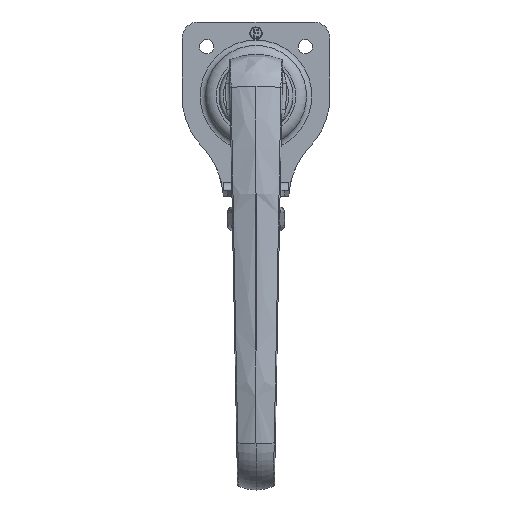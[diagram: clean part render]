
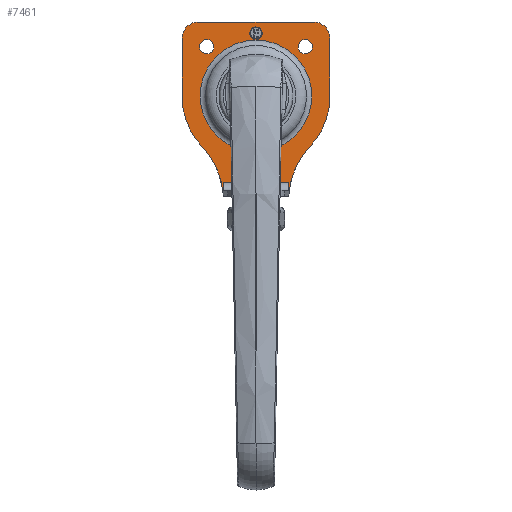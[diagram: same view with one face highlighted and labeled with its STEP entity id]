
A CAD part, top view. The second image highlights one B-rep face of the part: STEP entity #7461.
In plain terms, the highlighted planar face has unit normal (0, 0, 1).
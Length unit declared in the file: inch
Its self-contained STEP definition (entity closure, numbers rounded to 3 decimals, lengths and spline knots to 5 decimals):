
#6307=CARTESIAN_POINT('',(0.1095,-1.125,-0.171));
#6308=VERTEX_POINT('',#6307);
#6309=CARTESIAN_POINT('',(0.,-1.125,-0.171));
#6310=DIRECTION('',(0.0,0.0,-1.0));
#6311=DIRECTION('',(-1.0,0.0,0.0));
#6312=AXIS2_PLACEMENT_3D('',#6309,#6310,#6311);
#6313=CIRCLE('',#6312,0.1095);
#6314=EDGE_CURVE('',#6308,#6308,#6313,.T.);
#6335=CARTESIAN_POINT('',(0.8595,0.75,-0.171));
#6336=VERTEX_POINT('',#6335);
#6337=CARTESIAN_POINT('',(0.75,0.75,-0.171));
#6338=DIRECTION('',(0.0,0.0,-1.0));
#6339=DIRECTION('',(-1.0,0.0,0.0));
#6340=AXIS2_PLACEMENT_3D('',#6337,#6338,#6339);
#6341=CIRCLE('',#6340,0.1095);
#6342=EDGE_CURVE('',#6336,#6336,#6341,.T.);
#6363=CARTESIAN_POINT('',(-0.6405,0.75,-0.171));
#6364=VERTEX_POINT('',#6363);
#6365=CARTESIAN_POINT('',(-0.75,0.75,-0.171));
#6366=DIRECTION('',(0.0,0.0,-1.0));
#6367=DIRECTION('',(-1.0,0.0,0.0));
#6368=AXIS2_PLACEMENT_3D('',#6365,#6366,#6367);
#6369=CIRCLE('',#6368,0.1095);
#6370=EDGE_CURVE('',#6364,#6364,#6369,.T.);
#6408=CARTESIAN_POINT('',(0.5,-1.49086,-0.171));
#6409=VERTEX_POINT('',#6408);
#6419=CARTESIAN_POINT('',(0.5,-1.3163,-0.171));
#6420=VERTEX_POINT('',#6419);
#6421=CARTESIAN_POINT('',(0.5,-1.3163,-0.171));
#6422=DIRECTION('',(0.0,-1.0,0.0));
#6423=VECTOR('',#6422,0.17456);
#6424=LINE('',#6421,#6423);
#6425=EDGE_CURVE('',#6420,#6409,#6424,.T.);
#6516=CARTESIAN_POINT('',(-0.5,-1.3163,-0.171));
#6517=VERTEX_POINT('',#6516);
#6525=CARTESIAN_POINT('',(-0.5,-1.49086,-0.171));
#6526=VERTEX_POINT('',#6525);
#6527=CARTESIAN_POINT('',(-0.5,-1.3163,-0.171));
#6528=DIRECTION('',(0.0,-1.0,0.0));
#6529=VECTOR('',#6528,0.17456);
#6530=LINE('',#6527,#6529);
#6531=EDGE_CURVE('',#6517,#6526,#6530,.T.);
#6548=CARTESIAN_POINT('',(-0.50174,-1.49086,-0.171));
#6549=VERTEX_POINT('',#6548);
#6550=CARTESIAN_POINT('',(-0.50491,-1.45705,-0.171));
#6551=VERTEX_POINT('',#6550);
#6552=CARTESIAN_POINT('',(-0.50174,-1.49086,-0.171));
#6553=DIRECTION('',(-0.093,0.996,0.0));
#6554=VECTOR('',#6553,0.03396);
#6555=LINE('',#6552,#6554);
#6556=EDGE_CURVE('',#6549,#6551,#6555,.T.);
#6581=CARTESIAN_POINT('',(-0.8125,-0.78388,-0.171));
#6582=VERTEX_POINT('',#6581);
#6583=CARTESIAN_POINT('',(-1.625,-1.562,-0.171));
#6584=DIRECTION('',(0.0,0.0,-1.0));
#6585=DIRECTION('',(-0.996,-0.093,0.0));
#6586=AXIS2_PLACEMENT_3D('',#6583,#6584,#6585);
#6587=CIRCLE('',#6586,1.125);
#6588=EDGE_CURVE('',#6582,#6551,#6587,.T.);
#6648=CARTESIAN_POINT('',(-0.5,-1.49086,-0.171));
#6649=DIRECTION('',(-1.0,0.0,0.0));
#6650=VECTOR('',#6649,0.00174);
#6651=LINE('',#6648,#6650);
#6652=EDGE_CURVE('',#6526,#6549,#6651,.T.);
#6675=CARTESIAN_POINT('',(0.50174,-1.49086,-0.171));
#6676=VERTEX_POINT('',#6675);
#6684=CARTESIAN_POINT('',(0.50174,-1.49086,-0.171));
#6685=DIRECTION('',(-1.0,0.0,0.0));
#6686=VECTOR('',#6685,0.00174);
#6687=LINE('',#6684,#6686);
#6688=EDGE_CURVE('',#6676,#6409,#6687,.T.);
#6698=CARTESIAN_POINT('',(0.50491,-1.45705,-0.171));
#6699=VERTEX_POINT('',#6698);
#6700=CARTESIAN_POINT('',(0.50491,-1.45705,-0.171));
#6701=DIRECTION('',(-0.093,-0.996,0.0));
#6702=VECTOR('',#6701,0.03396);
#6703=LINE('',#6700,#6702);
#6704=EDGE_CURVE('',#6699,#6676,#6703,.T.);
#6721=CARTESIAN_POINT('',(0.8125,-0.78388,-0.171));
#6722=VERTEX_POINT('',#6721);
#6723=CARTESIAN_POINT('',(1.625,-1.562,-0.171));
#6724=DIRECTION('',(0.0,0.0,-1.0));
#6725=DIRECTION('',(0.722,-0.692,0.0));
#6726=AXIS2_PLACEMENT_3D('',#6723,#6724,#6725);
#6727=CIRCLE('',#6726,1.125);
#6728=EDGE_CURVE('',#6699,#6722,#6727,.T.);
#6845=CARTESIAN_POINT('',(0.5,-1.3163,-0.171));
#6846=DIRECTION('',(-1.0,0.0,0.0));
#6847=VECTOR('',#6846,1.0);
#6848=LINE('',#6845,#6847);
#6849=EDGE_CURVE('',#6420,#6517,#6848,.T.);
#7340=CARTESIAN_POINT('',(0.095,0.955,-0.171));
#7341=VERTEX_POINT('',#7340);
#7342=CARTESIAN_POINT('',(0.,0.955,-0.171));
#7343=DIRECTION('',(0.0,0.0,-1.0));
#7344=DIRECTION('',(-1.0,0.0,0.0));
#7345=AXIS2_PLACEMENT_3D('',#7342,#7343,#7344);
#7346=CIRCLE('',#7345,0.095);
#7347=EDGE_CURVE('',#7341,#7341,#7346,.T.);
#7364=CARTESIAN_POINT('',(0.,0.8844,-0.171));
#7365=DIRECTION('',(0.0,0.0,1.0));
#7366=DIRECTION('',(1.0,0.0,0.0));
#7367=AXIS2_PLACEMENT_3D('',#7364,#7365,#7366);
#7368=PLANE('',#7367);
#7369=ORIENTED_EDGE('',*,*,#6728,.T.);
#7370=CARTESIAN_POINT('',(1.125,-0.00576,-0.171));
#7371=VERTEX_POINT('',#7370);
#7372=CARTESIAN_POINT('',(0.,-0.00576,-0.171));
#7373=DIRECTION('',(0.0,0.0,1.0));
#7374=DIRECTION('',(0.722,-0.692,0.0));
#7375=AXIS2_PLACEMENT_3D('',#7372,#7373,#7374);
#7376=CIRCLE('',#7375,1.125);
#7377=EDGE_CURVE('',#6722,#7371,#7376,.T.);
#7378=ORIENTED_EDGE('',*,*,#7377,.T.);
#7379=CARTESIAN_POINT('',(1.125,0.875,-0.171));
#7380=VERTEX_POINT('',#7379);
#7381=CARTESIAN_POINT('',(1.125,-0.00576,-0.171));
#7382=DIRECTION('',(0.0,1.0,0.0));
#7383=VECTOR('',#7382,0.88076);
#7384=LINE('',#7381,#7383);
#7385=EDGE_CURVE('',#7371,#7380,#7384,.T.);
#7386=ORIENTED_EDGE('',*,*,#7385,.T.);
#7387=CARTESIAN_POINT('',(0.875,1.125,-0.171));
#7388=VERTEX_POINT('',#7387);
#7389=CARTESIAN_POINT('',(0.875,0.875,-0.171));
#7390=DIRECTION('',(0.0,0.0,1.0));
#7391=DIRECTION('',(1.0,0.0,0.0));
#7392=AXIS2_PLACEMENT_3D('',#7389,#7390,#7391);
#7393=CIRCLE('',#7392,0.25);
#7394=EDGE_CURVE('',#7380,#7388,#7393,.T.);
#7395=ORIENTED_EDGE('',*,*,#7394,.T.);
#7396=CARTESIAN_POINT('',(-0.875,1.125,-0.171));
#7397=VERTEX_POINT('',#7396);
#7398=CARTESIAN_POINT('',(0.875,1.125,-0.171));
#7399=DIRECTION('',(-1.0,0.0,0.0));
#7400=VECTOR('',#7399,1.75);
#7401=LINE('',#7398,#7400);
#7402=EDGE_CURVE('',#7388,#7397,#7401,.T.);
#7403=ORIENTED_EDGE('',*,*,#7402,.T.);
#7404=CARTESIAN_POINT('',(-1.125,0.875,-0.171));
#7405=VERTEX_POINT('',#7404);
#7406=CARTESIAN_POINT('',(-0.875,0.875,-0.171));
#7407=DIRECTION('',(0.0,0.0,1.0));
#7408=DIRECTION('',(0.0,1.0,0.0));
#7409=AXIS2_PLACEMENT_3D('',#7406,#7407,#7408);
#7410=CIRCLE('',#7409,0.25);
#7411=EDGE_CURVE('',#7397,#7405,#7410,.T.);
#7412=ORIENTED_EDGE('',*,*,#7411,.T.);
#7413=CARTESIAN_POINT('',(-1.125,-0.00576,-0.171));
#7414=VERTEX_POINT('',#7413);
#7415=CARTESIAN_POINT('',(-1.125,0.875,-0.171));
#7416=DIRECTION('',(0.0,-1.0,0.0));
#7417=VECTOR('',#7416,0.88076);
#7418=LINE('',#7415,#7417);
#7419=EDGE_CURVE('',#7405,#7414,#7418,.T.);
#7420=ORIENTED_EDGE('',*,*,#7419,.T.);
#7421=CARTESIAN_POINT('',(0.,-0.00576,-0.171));
#7422=DIRECTION('',(0.0,0.0,1.0));
#7423=DIRECTION('',(-1.0,0.0,0.0));
#7424=AXIS2_PLACEMENT_3D('',#7421,#7422,#7423);
#7425=CIRCLE('',#7424,1.125);
#7426=EDGE_CURVE('',#7414,#6582,#7425,.T.);
#7427=ORIENTED_EDGE('',*,*,#7426,.T.);
#7428=ORIENTED_EDGE('',*,*,#6588,.T.);
#7429=ORIENTED_EDGE('',*,*,#6556,.F.);
#7430=ORIENTED_EDGE('',*,*,#6652,.F.);
#7431=ORIENTED_EDGE('',*,*,#6531,.F.);
#7432=ORIENTED_EDGE('',*,*,#6849,.F.);
#7433=ORIENTED_EDGE('',*,*,#6425,.T.);
#7434=ORIENTED_EDGE('',*,*,#6688,.F.);
#7435=ORIENTED_EDGE('',*,*,#6704,.F.);
#7436=EDGE_LOOP('',(#7369,#7378,#7386,#7395,#7403,#7412,#7420,#7427,#7428,#7429,#7430,#7431,#7432,#7433,#7434,#7435));
#7437=FACE_OUTER_BOUND('',#7436,.T.);
#7438=ORIENTED_EDGE('',*,*,#6314,.T.);
#7439=EDGE_LOOP('',(#7438));
#7440=FACE_BOUND('',#7439,.T.);
#7441=ORIENTED_EDGE('',*,*,#6342,.T.);
#7442=EDGE_LOOP('',(#7441));
#7443=FACE_BOUND('',#7442,.T.);
#7444=ORIENTED_EDGE('',*,*,#6370,.T.);
#7445=EDGE_LOOP('',(#7444));
#7446=FACE_BOUND('',#7445,.T.);
#7447=CARTESIAN_POINT('',(0.,0.84994,-0.171));
#7448=VERTEX_POINT('',#7447);
#7449=CARTESIAN_POINT('',(0.0,0.0,-0.171));
#7450=DIRECTION('',(0.0,0.0,1.0));
#7451=DIRECTION('',(0.0,1.0,0.0));
#7452=AXIS2_PLACEMENT_3D('',#7449,#7450,#7451);
#7453=CIRCLE('',#7452,0.84994);
#7454=EDGE_CURVE('',#7448,#7448,#7453,.T.);
#7455=ORIENTED_EDGE('',*,*,#7454,.F.);
#7456=EDGE_LOOP('',(#7455));
#7457=FACE_BOUND('',#7456,.T.);
#7458=ORIENTED_EDGE('',*,*,#7347,.T.);
#7459=EDGE_LOOP('',(#7458));
#7460=FACE_BOUND('',#7459,.T.);
#7461=ADVANCED_FACE('',(#7437,#7440,#7443,#7446,#7457,#7460),#7368,.T.);
